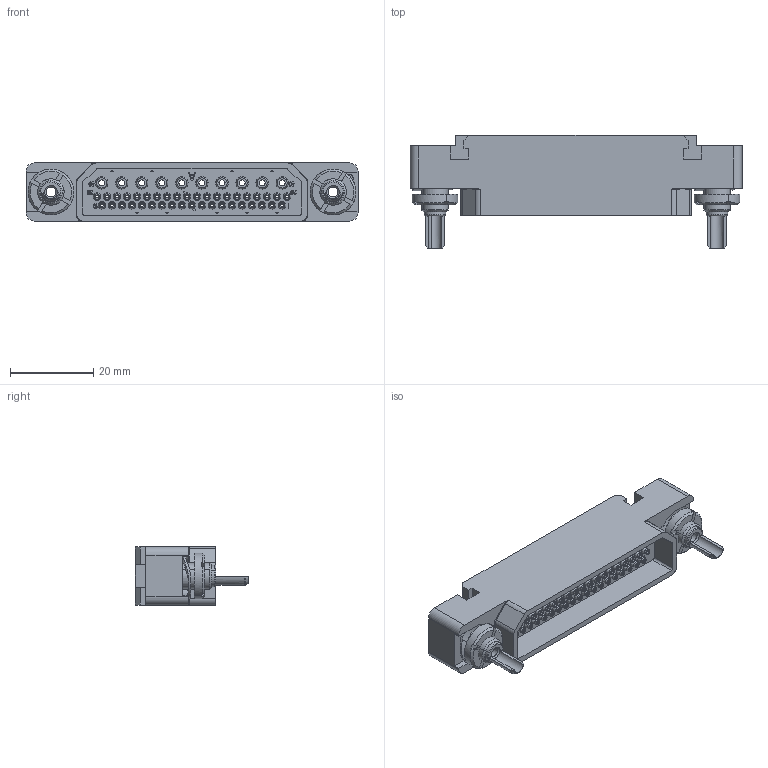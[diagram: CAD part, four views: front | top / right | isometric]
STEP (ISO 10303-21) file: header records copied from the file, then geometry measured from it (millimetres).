
FILE_DESCRIPTION((''),'2;1');
FILE_NAME('1900ND03P2B00A','2019-10-28T',('presta_be4'),(''),'CREO PARAMETRIC BY PTC INC, 2018360','CREO PARAMETRIC BY PTC INC, 2018360','');
FILE_SCHEMA(('CONFIG_CONTROL_DESIGN'));
Products named in the file (1): 1900ND03P2B00A
Bounding box: 80 x 27.27 x 14 mm (x, y, z)
Volume: 10568.2 mm3; surface area: 12724.1 mm2
Topology: 1 solids, 1 shells, 2899 faces, 7426 edges, 4746 vertices
Faces by surface type: plane 1593, cylinder 785, cone 456, torus 35, extrusion 26, bspline 4
Entity records: 93447 total; most frequent: CARTESIAN_POINT 21370, DIRECTION 14981, ORIENTED_EDGE 14844, EDGE_CURVE 7422, VECTOR 5171, LINE 5145, AXIS2_PLACEMENT_3D 4905, VERTEX_POINT 4746
